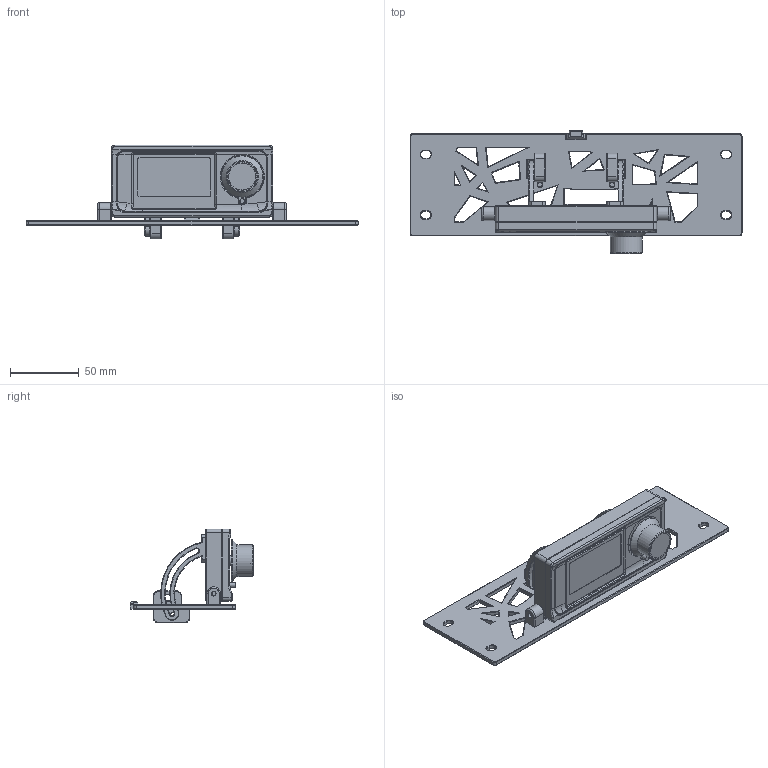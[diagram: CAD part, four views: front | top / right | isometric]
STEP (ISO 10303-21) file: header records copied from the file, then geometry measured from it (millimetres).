
FILE_DESCRIPTION(/* description */ (''),/* implementation_level */ '2;1');
FILE_NAME(/* name */ 'K3_12864_Backpack_Mount.step',/* time_stamp */ '2022-06-26T19:29:42-05:00',/* author */ (''),/* organization */ (''),/* preprocessor_version */ 'ST-DEVELOPER v19',/* originating_system */ 'Autodesk Translation Framework v11.7.0.108',/* authorisation */ '');
FILE_SCHEMA (('AUTOMOTIVE_DESIGN { 1 0 10303 214 3 1 1 }'));
Products named in the file (18): 12864 Mount; Top Bracket; Mini12864 Assembly; LCD Case Front; [a]_mini12864_case_front_insert (1); M3 Threaded Insert; M3 Threaded Insert (31); M3 Threaded Insert (32); M3 Threaded Insert (33); LCD Case Rear; M3x12 SHCS (1); M3x12 SHCS (12); M3x12 SHCS (23); M3x12 SHCS (24); Mini12864 Screen; Kill Button; Jog; LCD Holder
Assembly tree (17 placements, depth 4):
  12864 Mount
    Top Bracket
    Mini12864 Assembly
      LCD Case Front
        [a]_mini12864_case_front_insert (1)
        M3 Threaded Insert
        M3 Threaded Insert (31)
        M3 Threaded Insert (32)
        M3 Threaded Insert (33)
      LCD Case Rear
        M3x12 SHCS (1)
        M3x12 SHCS (12)
        M3x12 SHCS (23)
        M3x12 SHCS (24)
      Mini12864 Screen
        Kill Button
        Jog
    LCD Holder
Bounding box: 241 x 89.55 x 68.05 mm (x, y, z)
Volume: 130655.5 mm3; surface area: 112762 mm2
Topology: 30 solids, 30 shells, 1750 faces, 4381 edges, 2708 vertices
Faces by surface type: plane 808, cylinder 381, bspline 361, cone 158, torus 40, sphere 2
Full cylindrical faces by diameter (mm): 2.8 x2, 2.9 x4, 3 x7, 3.25 x4, 3.4 x12, 3.5 x5, 4.2 x4, 4.25 x4, 4.6 x4, 4.7 x20, 5.5 x4, 6 x4, 7 x2, 11 x1, 19.6 x1, 21.2 x1, 21.6 x1, 23.2 x1, 30 x1
Entity records: 60479 total; most frequent: CARTESIAN_POINT 20630, ORIENTED_EDGE 8726, DIRECTION 7136, EDGE_CURVE 4363, VERTEX_POINT 2708, AXIS2_PLACEMENT_3D 2499, LINE 2138, VECTOR 2138
